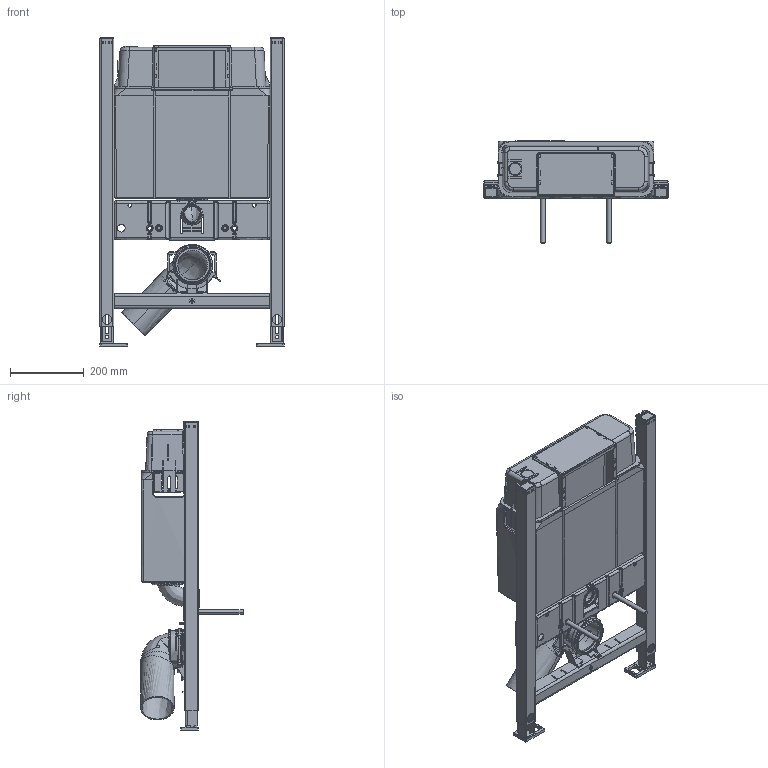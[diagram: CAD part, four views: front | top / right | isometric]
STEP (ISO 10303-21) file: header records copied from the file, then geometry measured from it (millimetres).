
FILE_DESCRIPTION(/* description */ (''),/* implementation_level */ '2;1');
FILE_NAME(/* name */ 'Wd1017',/* time_stamp */ '2021-06-29T08:28:16+02:00',/* author */ (''),/* organization */ (''),/* preprocessor_version */ 'ST-DEVELOPER v15',/* originating_system */ '',/* authorisation */ '');
FILE_SCHEMA (('AUTOMOTIVE_DESIGN'));
Products named in the file (2): Document; Block 01
Assembly tree (1 placements, depth 2):
  Document
    Block 01
Bounding box: 500 x 279.02 x 836.5 mm (x, y, z)
Volume: 1407437.3 mm3; surface area: 1885927 mm2
Topology: 20 solids, 29 shells, 2748 faces, 7316 edges, 4581 vertices
Faces by surface type: plane 1375, bspline 1373
Entity records: 130217 total; most frequent: CARTESIAN_POINT 86196, ORIENTED_EDGE 14349, EDGE_CURVE 7269, B_SPLINE_CURVE_WITH_KNOTS 4709, VERTEX_POINT 4581, EDGE_LOOP 3010, ADVANCED_FACE 2748, FACE_OUTER_BOUND 2748
